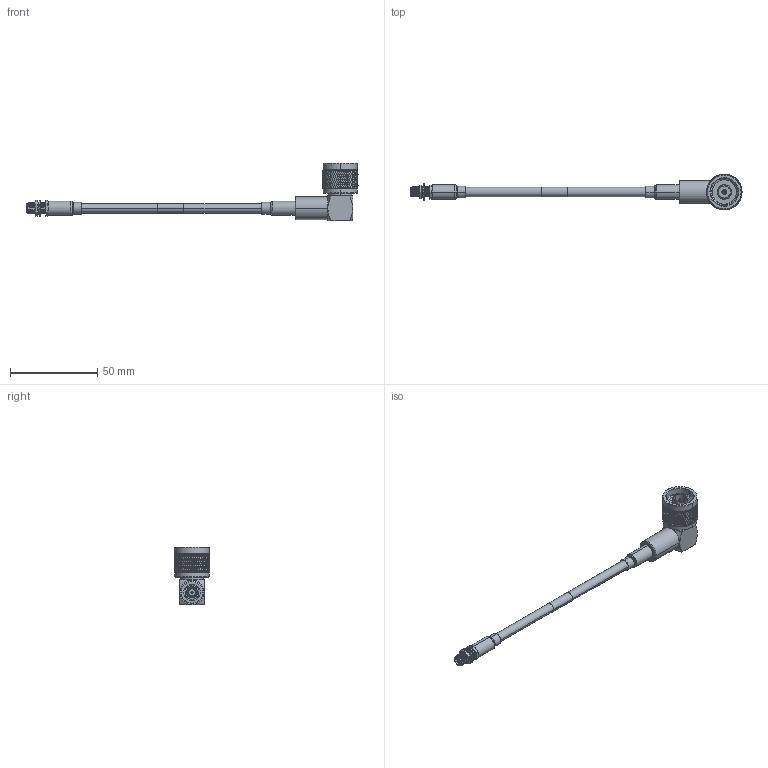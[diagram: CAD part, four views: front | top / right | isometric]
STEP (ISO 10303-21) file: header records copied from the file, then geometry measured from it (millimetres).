
FILE_DESCRIPTION (( 'STEP AP203' ), '1' );
FILE_NAME ('FMCA2754.STEP', '2022-03-09T19:03:55', ( '' ), ( '' ), 'SwSTEP 2.0', 'SolidWorks 2021', '' );
FILE_SCHEMA (( 'CONFIG_CONTROL_DESIGN' ));
Length unit declared in the file: millimetre
Products named in the file (5): FMCN1384; FMCN1748; RG223_with label; FMCA2754; CA-240-MA1_.75" Long
Assembly tree (5 placements, depth 2):
  FMCA2754
    RG223_with label
    FMCN1748
    CA-240-MA1_.75" Long  x2
    FMCN1384
Bounding box: 190.35 x 20.32 x 32.95 mm (x, y, z)
Volume: 13043 mm3; surface area: 11572.7 mm2
Topology: 12 solids, 12 shells, 3327 faces, 7148 edges, 3871 vertices
Faces by surface type: bspline 2405, cylinder 699, plane 133, cone 68, torus 22
Entity records: 195660 total; most frequent: CARTESIAN_POINT 150835, ORIENTED_EDGE 14208, EDGE_CURVE 7104, VERTEX_POINT 3847, EDGE_LOOP 3345, ADVANCED_FACE 3305, FACE_OUTER_BOUND 3305, DIRECTION 2959
